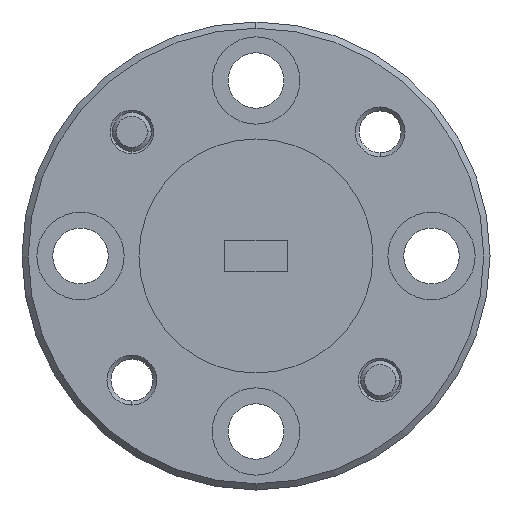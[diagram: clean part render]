
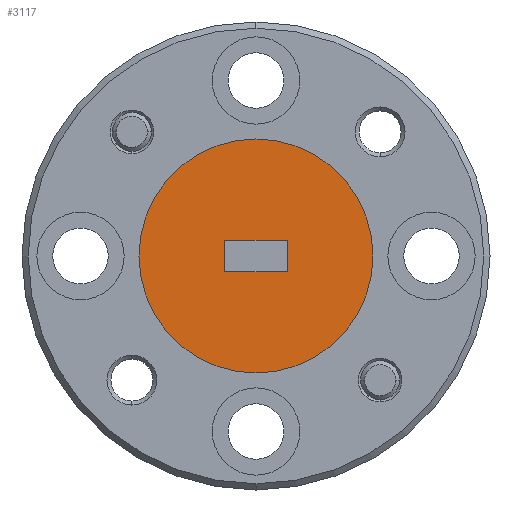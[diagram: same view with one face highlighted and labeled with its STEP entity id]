
A CAD part, left-side view. The second image highlights one B-rep face of the part: STEP entity #3117.
In plain terms, the highlighted planar face has unit normal (-1, 0, 0).
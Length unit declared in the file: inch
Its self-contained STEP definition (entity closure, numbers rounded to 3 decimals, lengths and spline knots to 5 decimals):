
#2 = FACE_OUTER_BOUND ( 'NONE', #2208, .T. ) ;
#147 = VERTEX_POINT ( 'NONE', #1750 ) ;
#217 = VECTOR ( 'NONE', #817, 39.37008 ) ;
#223 = EDGE_CURVE ( 'NONE', #147, #3644, #3936, .T. ) ;
#271 = VECTOR ( 'NONE', #502, 39.37008 ) ;
#278 = VECTOR ( 'NONE', #1759, 39.37008 ) ;
#306 = EDGE_CURVE ( 'NONE', #3644, #147, #3521, .T. ) ;
#502 = DIRECTION ( 'NONE',  ( 0., -1., 0. ) ) ;
#553 = CARTESIAN_POINT ( 'NONE',  ( 3., -0.05, -0.025 ) ) ;
#557 = EDGE_CURVE ( 'NONE', #3061, #2280, #3933, .T. ) ;
#731 = DIRECTION ( 'NONE',  ( 0., 0., 1. ) ) ;
#817 = DIRECTION ( 'NONE',  ( 0., 0., 1. ) ) ;
#862 = CARTESIAN_POINT ( 'NONE',  ( 3., 0., 0. ) ) ;
#875 = CARTESIAN_POINT ( 'NONE',  ( 3., 0., 0. ) ) ;
#1029 = EDGE_CURVE ( 'NONE', #3092, #3061, #3318, .T. ) ;
#1170 = DIRECTION ( 'NONE',  ( 0., 0., 1. ) ) ;
#1184 = DIRECTION ( 'NONE',  ( -1., 0., 0. ) ) ;
#1385 = PLANE ( 'NONE',  #1834 ) ;
#1440 = CARTESIAN_POINT ( 'NONE',  ( 3., 0.05, 0.025 ) ) ;
#1450 = ORIENTED_EDGE ( 'NONE', *, *, #557, .F. ) ;
#1501 = DIRECTION ( 'NONE',  ( 0., 0., 1. ) ) ;
#1750 = CARTESIAN_POINT ( 'NONE',  ( 3., 0., -0.1875 ) ) ;
#1759 = DIRECTION ( 'NONE',  ( 0., 0., -1. ) ) ;
#1834 = AXIS2_PLACEMENT_3D ( 'NONE', #3951, #2373, #731 ) ;
#1886 = CARTESIAN_POINT ( 'NONE',  ( 3., -0.05, -0.025 ) ) ;
#2012 = ORIENTED_EDGE ( 'NONE', *, *, #223, .T. ) ;
#2071 = CARTESIAN_POINT ( 'NONE',  ( 3., -0.05, 0.025 ) ) ;
#2135 = DIRECTION ( 'NONE',  ( -1., 0., 0. ) ) ;
#2208 = EDGE_LOOP ( 'NONE', ( #2566, #2012 ) ) ;
#2222 = EDGE_CURVE ( 'NONE', #2280, #2363, #3057, .T. ) ;
#2270 = FACE_BOUND ( 'NONE', #3048, .T. ) ;
#2280 = VERTEX_POINT ( 'NONE', #3128 ) ;
#2363 = VERTEX_POINT ( 'NONE', #1886 ) ;
#2373 = DIRECTION ( 'NONE',  ( 1., 0., 0. ) ) ;
#2450 = VECTOR ( 'NONE', #3099, 39.37008 ) ;
#2512 = ORIENTED_EDGE ( 'NONE', *, *, #2222, .F. ) ;
#2566 = ORIENTED_EDGE ( 'NONE', *, *, #306, .T. ) ;
#2740 = CARTESIAN_POINT ( 'NONE',  ( 3., -0.05, 0.025 ) ) ;
#2769 = EDGE_CURVE ( 'NONE', #2363, #3092, #3601, .T. ) ;
#2996 = CARTESIAN_POINT ( 'NONE',  ( 3., 0., 0.1875 ) ) ;
#3048 = EDGE_LOOP ( 'NONE', ( #4151, #2512, #1450, #3168 ) ) ;
#3057 = LINE ( 'NONE', #553, #271 ) ;
#3061 = VERTEX_POINT ( 'NONE', #3233 ) ;
#3092 = VERTEX_POINT ( 'NONE', #3248 ) ;
#3099 = DIRECTION ( 'NONE',  ( 0., 1., 0. ) ) ;
#3117 = ADVANCED_FACE ( 'NONE', ( #2270, #2 ), #1385, .F. ) ;
#3128 = CARTESIAN_POINT ( 'NONE',  ( 3., 0.05, -0.025 ) ) ;
#3168 = ORIENTED_EDGE ( 'NONE', *, *, #1029, .F. ) ;
#3233 = CARTESIAN_POINT ( 'NONE',  ( 3., 0.05, 0.025 ) ) ;
#3248 = CARTESIAN_POINT ( 'NONE',  ( 3., -0.05, 0.025 ) ) ;
#3318 = LINE ( 'NONE', #2740, #2450 ) ;
#3521 = CIRCLE ( 'NONE', #3531, 0.1875 ) ;
#3531 = AXIS2_PLACEMENT_3D ( 'NONE', #875, #1184, #1501 ) ;
#3585 = AXIS2_PLACEMENT_3D ( 'NONE', #862, #2135, #1170 ) ;
#3601 = LINE ( 'NONE', #2071, #217 ) ;
#3644 = VERTEX_POINT ( 'NONE', #2996 ) ;
#3933 = LINE ( 'NONE', #1440, #278 ) ;
#3936 = CIRCLE ( 'NONE', #3585, 0.1875 ) ;
#3951 = CARTESIAN_POINT ( 'NONE',  ( 3., 0.1875, 0. ) ) ;
#4151 = ORIENTED_EDGE ( 'NONE', *, *, #2769, .F. ) ;
